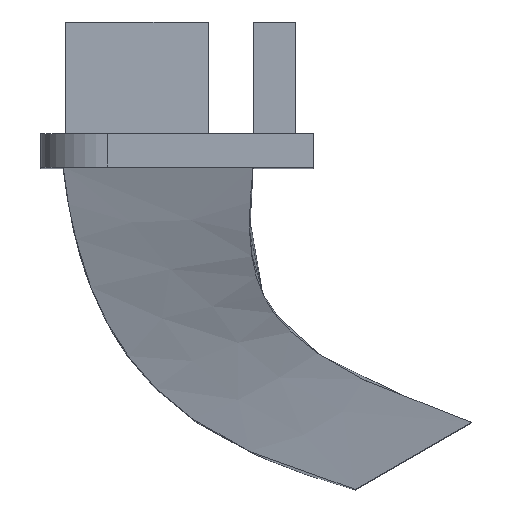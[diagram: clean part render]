
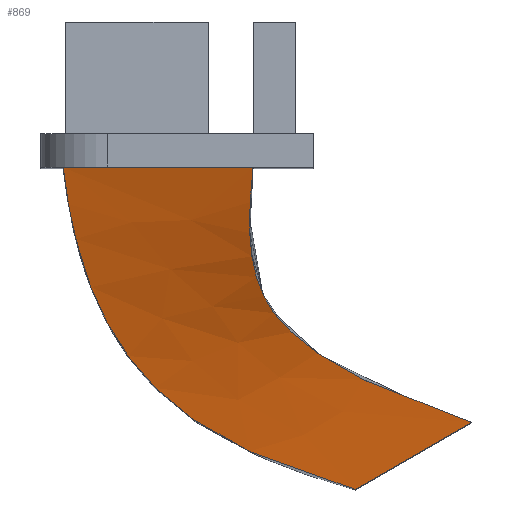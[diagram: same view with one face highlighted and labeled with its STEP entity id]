
A CAD part, top view. The second image highlights one B-rep face of the part: STEP entity #869.
In plain terms, the highlighted free-form (B-spline) face has degree [3, 3] with [4, 9] control points.
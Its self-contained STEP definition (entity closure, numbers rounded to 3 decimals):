
#39=B_SPLINE_CURVE_WITH_KNOTS('',3,(#1596,#1597,#1598,#1599,#1600,#1601,
#1602,#1603,#1604),.UNSPECIFIED.,.F.,.F.,(4,1,1,1,1,1,4),(0.,0.143,
0.286,0.429,0.571,0.857,
1.),.UNSPECIFIED.);
#41=B_SPLINE_CURVE_WITH_KNOTS('',3,(#1646,#1647,#1648,#1649,#1650,#1651,
#1652,#1653,#1654),.UNSPECIFIED.,.F.,.F.,(4,1,1,1,1,1,4),(0.,0.143,
0.286,0.429,0.571,0.857,
1.),.UNSPECIFIED.);
#42=B_SPLINE_CURVE_WITH_KNOTS('',3,(#1655,#1656,#1657,#1658),
 .UNSPECIFIED.,.F.,.F.,(4,4),(0.,1.),.UNSPECIFIED.);
#50=B_SPLINE_SURFACE_WITH_KNOTS('',3,3,((#1609,#1610,#1611,#1612,#1613,
#1614,#1615,#1616,#1617),(#1618,#1619,#1620,#1621,#1622,#1623,#1624,#1625,
#1626),(#1627,#1628,#1629,#1630,#1631,#1632,#1633,#1634,#1635),(#1636,#1637,
#1638,#1639,#1640,#1641,#1642,#1643,#1644)),.UNSPECIFIED.,.F.,.F.,.F.,(4,
4),(4,1,1,1,1,1,4),(0.,1.),(0.,0.143,0.286,0.429,
0.571,0.857,1.),.UNSPECIFIED.);
#120=FACE_OUTER_BOUND('',#169,.T.);
#169=EDGE_LOOP('',(#743,#744,#745,#746));
#258=LINE('',#1497,#347);
#347=VECTOR('',#1100,10.);
#444=VERTEX_POINT('',#1494);
#445=VERTEX_POINT('',#1496);
#448=VERTEX_POINT('',#1595);
#449=VERTEX_POINT('',#1645);
#552=EDGE_CURVE('',#445,#444,#258,.T.);
#557=EDGE_CURVE('',#445,#448,#39,.T.);
#559=EDGE_CURVE('',#444,#449,#41,.T.);
#560=EDGE_CURVE('',#448,#449,#42,.T.);
#743=ORIENTED_EDGE('',*,*,#552,.T.);
#744=ORIENTED_EDGE('',*,*,#559,.T.);
#745=ORIENTED_EDGE('',*,*,#560,.F.);
#746=ORIENTED_EDGE('',*,*,#557,.F.);
#869=ADVANCED_FACE('',(#120),#50,.T.);
#1100=DIRECTION('',(0.866,0.5,0.));
#1494=CARTESIAN_POINT('',(-10.737,-51.4,31.5));
#1496=CARTESIAN_POINT('',(-15.933,-54.4,31.5));
#1497=CARTESIAN_POINT('',(-10.737,-51.4,31.5));
#1595=CARTESIAN_POINT('',(-29.,-40.,37.3));
#1596=CARTESIAN_POINT('Ctrl Pts',(-15.933,-54.4,31.5));
#1597=CARTESIAN_POINT('Ctrl Pts',(-17.465,-53.969,31.776));
#1598=CARTESIAN_POINT('Ctrl Pts',(-20.137,-53.049,32.329));
#1599=CARTESIAN_POINT('Ctrl Pts',(-23.131,-51.438,33.157));
#1600=CARTESIAN_POINT('Ctrl Pts',(-25.353,-49.524,33.986));
#1601=CARTESIAN_POINT('Ctrl Pts',(-27.441,-46.569,35.09));
#1602=CARTESIAN_POINT('Ctrl Pts',(-28.483,-43.431,36.195));
#1603=CARTESIAN_POINT('Ctrl Pts',(-28.902,-40.894,37.024));
#1604=CARTESIAN_POINT('Ctrl Pts',(-29.,-40.,37.3));
#1609=CARTESIAN_POINT('Ctrl Pts',(-15.933,-54.4,31.5));
#1610=CARTESIAN_POINT('Ctrl Pts',(-17.465,-53.969,31.776));
#1611=CARTESIAN_POINT('Ctrl Pts',(-20.137,-53.049,32.329));
#1612=CARTESIAN_POINT('Ctrl Pts',(-23.131,-51.438,33.157));
#1613=CARTESIAN_POINT('Ctrl Pts',(-25.353,-49.524,33.986));
#1614=CARTESIAN_POINT('Ctrl Pts',(-27.441,-46.569,35.09));
#1615=CARTESIAN_POINT('Ctrl Pts',(-28.483,-43.431,36.195));
#1616=CARTESIAN_POINT('Ctrl Pts',(-28.902,-40.894,37.024));
#1617=CARTESIAN_POINT('Ctrl Pts',(-29.,-40.,37.3));
#1618=CARTESIAN_POINT('Ctrl Pts',(-14.201,-53.4,31.5));
#1619=CARTESIAN_POINT('Ctrl Pts',(-15.745,-52.94,31.776));
#1620=CARTESIAN_POINT('Ctrl Pts',(-18.417,-51.984,32.329));
#1621=CARTESIAN_POINT('Ctrl Pts',(-21.307,-50.418,33.157));
#1622=CARTESIAN_POINT('Ctrl Pts',(-23.321,-48.687,33.986));
#1623=CARTESIAN_POINT('Ctrl Pts',(-25.101,-46.138,35.09));
#1624=CARTESIAN_POINT('Ctrl Pts',(-25.906,-43.312,36.195));
#1625=CARTESIAN_POINT('Ctrl Pts',(-26.134,-40.864,37.024));
#1626=CARTESIAN_POINT('Ctrl Pts',(-26.167,-40.,37.3));
#1627=CARTESIAN_POINT('Ctrl Pts',(-12.469,-52.4,31.5));
#1628=CARTESIAN_POINT('Ctrl Pts',(-14.026,-51.912,31.776));
#1629=CARTESIAN_POINT('Ctrl Pts',(-16.697,-50.919,32.329));
#1630=CARTESIAN_POINT('Ctrl Pts',(-19.482,-49.397,33.157));
#1631=CARTESIAN_POINT('Ctrl Pts',(-21.289,-47.851,33.986));
#1632=CARTESIAN_POINT('Ctrl Pts',(-22.761,-45.707,35.09));
#1633=CARTESIAN_POINT('Ctrl Pts',(-23.328,-43.193,36.195));
#1634=CARTESIAN_POINT('Ctrl Pts',(-23.366,-40.835,37.024));
#1635=CARTESIAN_POINT('Ctrl Pts',(-23.333,-40.,37.3));
#1636=CARTESIAN_POINT('Ctrl Pts',(-10.737,-51.4,31.5));
#1637=CARTESIAN_POINT('Ctrl Pts',(-12.306,-50.884,31.776));
#1638=CARTESIAN_POINT('Ctrl Pts',(-14.976,-49.855,32.329));
#1639=CARTESIAN_POINT('Ctrl Pts',(-17.658,-48.377,33.157));
#1640=CARTESIAN_POINT('Ctrl Pts',(-19.258,-47.014,33.986));
#1641=CARTESIAN_POINT('Ctrl Pts',(-20.422,-45.277,35.09));
#1642=CARTESIAN_POINT('Ctrl Pts',(-20.751,-43.073,36.195));
#1643=CARTESIAN_POINT('Ctrl Pts',(-20.598,-40.805,37.024));
#1644=CARTESIAN_POINT('Ctrl Pts',(-20.5,-40.,37.3));
#1645=CARTESIAN_POINT('',(-20.5,-40.,37.3));
#1646=CARTESIAN_POINT('Ctrl Pts',(-10.737,-51.4,31.5));
#1647=CARTESIAN_POINT('Ctrl Pts',(-12.306,-50.884,31.776));
#1648=CARTESIAN_POINT('Ctrl Pts',(-14.976,-49.855,32.329));
#1649=CARTESIAN_POINT('Ctrl Pts',(-17.658,-48.377,33.157));
#1650=CARTESIAN_POINT('Ctrl Pts',(-19.258,-47.014,33.986));
#1651=CARTESIAN_POINT('Ctrl Pts',(-20.422,-45.277,35.09));
#1652=CARTESIAN_POINT('Ctrl Pts',(-20.751,-43.073,36.195));
#1653=CARTESIAN_POINT('Ctrl Pts',(-20.598,-40.805,37.024));
#1654=CARTESIAN_POINT('Ctrl Pts',(-20.5,-40.,37.3));
#1655=CARTESIAN_POINT('Ctrl Pts',(-29.,-40.,37.3));
#1656=CARTESIAN_POINT('Ctrl Pts',(-26.167,-40.,37.3));
#1657=CARTESIAN_POINT('Ctrl Pts',(-23.333,-40.,37.3));
#1658=CARTESIAN_POINT('Ctrl Pts',(-20.5,-40.,37.3));
